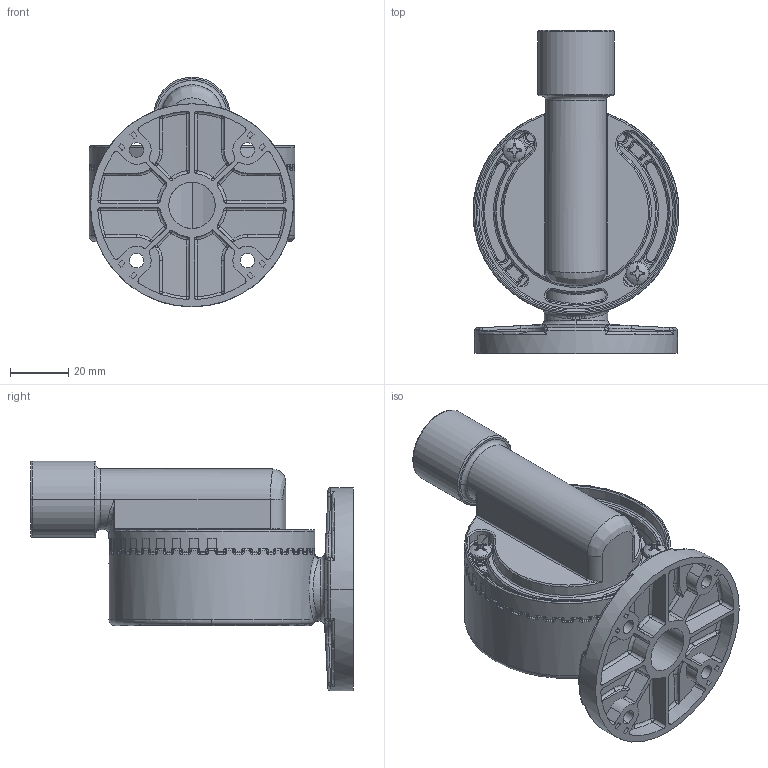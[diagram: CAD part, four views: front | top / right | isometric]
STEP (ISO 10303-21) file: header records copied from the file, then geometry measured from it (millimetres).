
FILE_DESCRIPTION((''),'2;1');
FILE_NAME('182888_ASM','2014-08-08T',('pdmadmin'),(''),'PRO/ENGINEER BY PARAMETRIC TECHNOLOGY CORPORATION, 2013230','PRO/ENGINEER BY PARAMETRIC TECHNOLOGY CORPORATION, 2013230','');
FILE_SCHEMA(('CONFIG_CONTROL_DESIGN'));
Length unit declared in the file: millimetre
Products named in the file (5): 180979; 180978; 181111; 111401; 182888_ASM
Assembly tree (6 placements, depth 2):
  182888_ASM
    180979
    180978
    181111  x2
    111401  x2
Bounding box: 71 x 111.25 x 79.15 mm (x, y, z)
Volume: 87310.1 mm3; surface area: 67156.1 mm2
Topology: 6 solids, 8 shells, 2986 faces, 7332 edges, 4387 vertices
Faces by surface type: cylinder 1359, torus 556, plane 445, bspline 323, sphere 271, cone 32
Entity records: 111293 total; most frequent: CARTESIAN_POINT 48987, DIRECTION 13425, ORIENTED_EDGE 13164, EDGE_CURVE 6584, AXIS2_PLACEMENT_3D 5678, VERTEX_POINT 3867, CIRCLE 3232, EDGE_LOOP 2805
